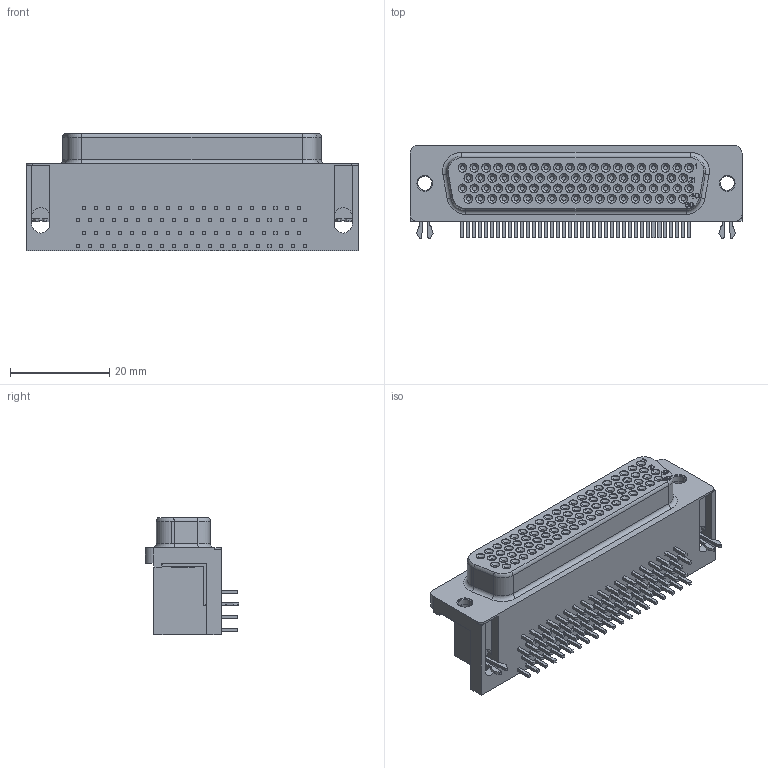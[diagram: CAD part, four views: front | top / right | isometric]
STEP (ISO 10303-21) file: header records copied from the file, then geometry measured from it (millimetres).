
FILE_DESCRIPTION(('STEP AP242'),'1');
FILE_NAME('42k7499_5748483-5.stp','2019-05-20T14:19:38',('TraceParts'),('TraceParts S.A.'),'Spatial InterOp 3D',' ',' ');
FILE_SCHEMA(('AP242_MANAGED_MODEL_BASED_3D_ENGINEERING_MIM_LF {1 0 10303 442 1 1 4}'));
Length unit declared in the file: millimetre
Products named in the file (1): 42k7499_5748483-5
Bounding box: 67 x 18.8 x 23.8 mm (x, y, z)
Volume: 17746 mm3; surface area: 6683.7 mm2
Topology: 1 solids, 1 shells, 1304 faces, 3048 edges, 1916 vertices
Faces by surface type: plane 770, cylinder 362, cone 164, torus 8
Entity records: 36711 total; most frequent: DIRECTION 6390, CARTESIAN_POINT 6269, ORIENTED_EDGE 6096, EDGE_CURVE 3048, LINE 2316, VECTOR 2316, AXIS2_PLACEMENT_3D 2037, VERTEX_POINT 1916
